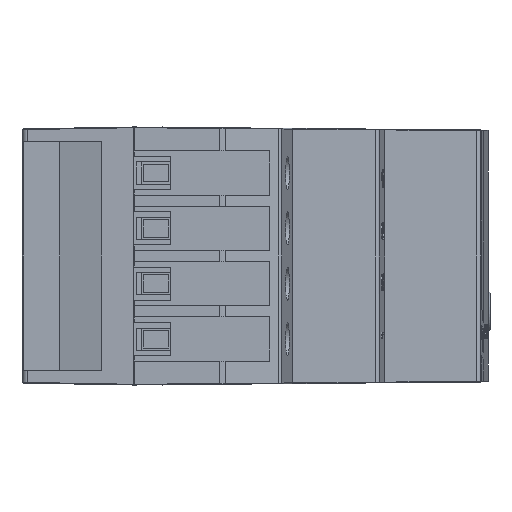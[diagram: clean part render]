
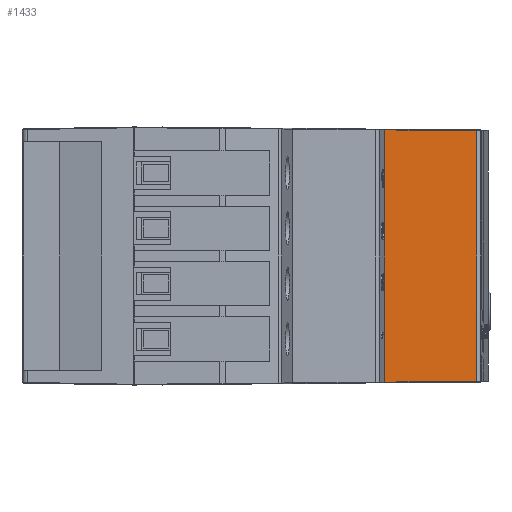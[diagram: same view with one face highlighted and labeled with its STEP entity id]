
A CAD part, front view. The second image highlights one B-rep face of the part: STEP entity #1433.
In plain terms, the highlighted planar face has unit normal (0.038, -0.999, 0).
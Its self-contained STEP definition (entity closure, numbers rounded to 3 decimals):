
#1433=ADVANCED_FACE('',(#3432),#3434,.T.);
#3432=FACE_BOUND('',#3433,.T.);
#3433=EDGE_LOOP('',(#59896,#59897,#59898,#59899));
#3434=PLANE('',#3435);
#3435=AXIS2_PLACEMENT_3D('',#3436,#3437,#3438);
#3436=CARTESIAN_POINT('',(12.5,-22.5,0.));
#3437=DIRECTION('',(0.038,-0.999,0.));
#3438=DIRECTION('',(0.999,0.038,0.));
#59896=ORIENTED_EDGE('',*,*,#65948,.F.);
#59897=ORIENTED_EDGE('',*,*,#65949,.F.);
#59898=ORIENTED_EDGE('',*,*,#65950,.T.);
#59899=ORIENTED_EDGE('',*,*,#65945,.T.);
#65945=EDGE_CURVE('',#69010,#69008,#69011,.T.);
#65948=EDGE_CURVE('',#69015,#69008,#69016,.T.);
#65949=EDGE_CURVE('',#69017,#69015,#69018,.T.);
#65950=EDGE_CURVE('',#69017,#69010,#69019,.T.);
#69008=VERTEX_POINT('',#74192);
#69010=VERTEX_POINT('',#74197);
#69011=LINE('',#74198,#74199);
#69015=VERTEX_POINT('',#74209);
#69016=LINE('',#74210,#74211);
#69017=VERTEX_POINT('',#74213);
#69018=LINE('',#74214,#74215);
#69019=LINE('',#74217,#74218);
#74192=CARTESIAN_POINT('',(24.976,-22.02,34.494));
#74197=CARTESIAN_POINT('',(24.976,-22.02,0.506));
#74198=CARTESIAN_POINT('',(24.976,-22.02,0.506));
#74199=VECTOR('',#74200,1.);
#74200=DIRECTION('',(0.,0.,1.));
#74209=CARTESIAN_POINT('',(12.5,-22.5,34.603));
#74210=CARTESIAN_POINT('',(12.5,-22.5,34.603));
#74211=VECTOR('',#74212,1.);
#74212=DIRECTION('',(0.999,0.038,-0.009));
#74213=CARTESIAN_POINT('',(12.5,-22.5,0.397));
#74214=CARTESIAN_POINT('',(12.5,-22.5,0.397));
#74215=VECTOR('',#74216,1.);
#74216=DIRECTION('',(0.,0.,1.));
#74217=CARTESIAN_POINT('',(12.5,-22.5,0.397));
#74218=VECTOR('',#74219,1.);
#74219=DIRECTION('',(0.999,0.038,0.009));
